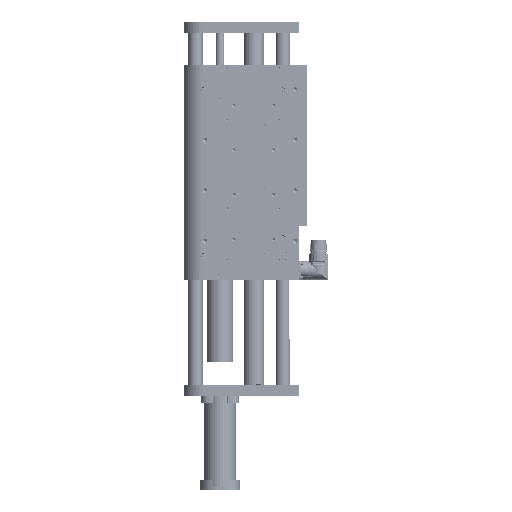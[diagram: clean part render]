
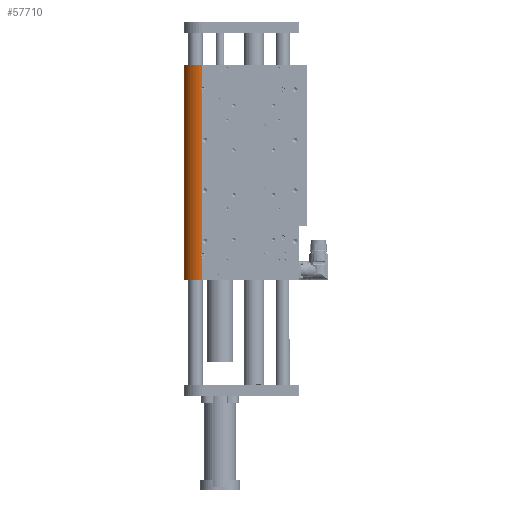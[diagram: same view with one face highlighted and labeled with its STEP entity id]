
A CAD part, left-side view. The second image highlights one B-rep face of the part: STEP entity #57710.
In plain terms, the highlighted cylindrical face has radius 25 mm (diameter 50 mm), a partial arc.
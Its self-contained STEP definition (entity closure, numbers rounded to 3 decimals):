
#1720 = CARTESIAN_POINT ( 'NONE',  ( -25., 72., 37.127 ) ) ;
#3805 = ORIENTED_EDGE ( 'NONE', *, *, #151293, .F. ) ;
#5593 = B_SPLINE_CURVE_WITH_KNOTS ( 'NONE', 3,
 ( #177983, #12425, #126607, #111955, #96482, #43483, #69068, #27043, #123930, #152334, #153242, #139536, #167891, #70863, #111025, #57167, #151430, #97399, #42555, #58064 ),
 .UNSPECIFIED., .F., .F.,
 ( 4, 2, 2, 2, 2, 2, 2, 2, 2, 4 ),
 ( 0., 0.001, 0.002, 0.003, 0.003, 0.004, 0.004, 0.005, 0.006, 0.006 ),
 .UNSPECIFIED. ) ;
#7176 = CARTESIAN_POINT ( 'NONE',  ( -24.956, 73.481, 34.239 ) ) ;
#8984 = CARTESIAN_POINT ( 'NONE',  ( -24.96, 73.415, 35.155 ) ) ;
#9730 = DIRECTION ( 'NONE',  ( 0., 0., -1. ) ) ;
#10796 = CARTESIAN_POINT ( 'NONE',  ( -24.997, 72.438, 32.166 ) ) ;
#12425 = CARTESIAN_POINT ( 'NONE',  ( -25., 72.229, 262.004 ) ) ;
#15077 = VERTEX_POINT ( 'NONE', #1720 ) ;
#21774 = CARTESIAN_POINT ( 'NONE',  ( -25., 72.23, 36.996 ) ) ;
#23565 = CARTESIAN_POINT ( 'NONE',  ( -24.957, 73.473, 34.762 ) ) ;
#27043 = CARTESIAN_POINT ( 'NONE',  ( -24.958, 73.448, 263.973 ) ) ;
#29670 = VERTEX_POINT ( 'NONE', #114524 ) ;
#30362 = AXIS2_PLACEMENT_3D ( 'NONE', #77798, #106978, #161112 ) ;
#31519 = AXIS2_PLACEMENT_3D ( 'NONE', #89817, #62355, #132785 ) ;
#36422 = CARTESIAN_POINT ( 'NONE',  ( -25., 72., 37.127 ) ) ;
#36883 = CARTESIAN_POINT ( 'NONE',  ( -25., 72., 31.873 ) ) ;
#39118 = CARTESIAN_POINT ( 'NONE',  ( -24.988, 72.807, 32.545 ) ) ;
#41997 = EDGE_LOOP ( 'NONE', ( #149033, #73108, #99342, #53704, #46133, #151782, #3805, #138959 ) ) ;
#42555 = CARTESIAN_POINT ( 'NONE',  ( -25., 72.23, 266.996 ) ) ;
#43483 = CARTESIAN_POINT ( 'NONE',  ( -24.971, 73.22, 263.218 ) ) ;
#46133 = ORIENTED_EDGE ( 'NONE', *, *, #106139, .T. ) ;
#47450 = CARTESIAN_POINT ( 'NONE',  ( 25., 72., 0. ) ) ;
#50103 = LINE ( 'NONE', #165331, #143256 ) ;
#53704 = ORIENTED_EDGE ( 'NONE', *, *, #91590, .F. ) ;
#57167 = CARTESIAN_POINT ( 'NONE',  ( -24.982, 72.964, 266.244 ) ) ;
#57710 = ADVANCED_FACE ( 'NONE', ( #74245 ), #172148, .T. ) ;
#58064 = CARTESIAN_POINT ( 'NONE',  ( -25., 72., 267.127 ) ) ;
#62355 = DIRECTION ( 'NONE',  ( 0., 0., 1. ) ) ;
#62750 = LINE ( 'NONE', #134097, #100162 ) ;
#62910 = CARTESIAN_POINT ( 'NONE',  ( -24.956, 73.481, 34.632 ) ) ;
#69068 = CARTESIAN_POINT ( 'NONE',  ( -24.965, 73.317, 263.464 ) ) ;
#70863 = CARTESIAN_POINT ( 'NONE',  ( -24.965, 73.317, 265.537 ) ) ;
#73108 = ORIENTED_EDGE ( 'NONE', *, *, #103416, .T. ) ;
#73779 = VECTOR ( 'NONE', #81079, 1000. ) ;
#74245 = FACE_OUTER_BOUND ( 'NONE', #41997, .T. ) ;
#77491 = DIRECTION ( 'NONE',  ( 0., 0., -1. ) ) ;
#77798 = CARTESIAN_POINT ( 'NONE',  ( 0., 72., 299. ) ) ;
#81079 = DIRECTION ( 'NONE',  ( 0., 0., -1. ) ) ;
#83558 = VERTEX_POINT ( 'NONE', #153471 ) ;
#85927 = AXIS2_PLACEMENT_3D ( 'NONE', #159700, #176088, #134911 ) ;
#89817 = CARTESIAN_POINT ( 'NONE',  ( 0., 72., 299. ) ) ;
#91265 = CARTESIAN_POINT ( 'NONE',  ( -24.965, 73.317, 33.464 ) ) ;
#91590 = EDGE_CURVE ( 'NONE', #29670, #83558, #168727, .T. ) ;
#93956 = CARTESIAN_POINT ( 'NONE',  ( -24.982, 72.964, 36.244 ) ) ;
#96482 = CARTESIAN_POINT ( 'NONE',  ( -24.982, 72.963, 262.756 ) ) ;
#97399 = CARTESIAN_POINT ( 'NONE',  ( -24.997, 72.441, 266.831 ) ) ;
#99342 = ORIENTED_EDGE ( 'NONE', *, *, #148615, .F. ) ;
#100162 = VECTOR ( 'NONE', #9730, 1000. ) ;
#101415 = VECTOR ( 'NONE', #118981, 1000. ) ;
#103416 = EDGE_CURVE ( 'NONE', #130880, #144907, #5593, .T. ) ;
#105782 = CARTESIAN_POINT ( 'NONE',  ( -24.971, 73.22, 33.218 ) ) ;
#106139 = EDGE_CURVE ( 'NONE', #29670, #126741, #62750, .T. ) ;
#106978 = DIRECTION ( 'NONE',  ( 0., 0., -1. ) ) ;
#108102 = B_SPLINE_CURVE_WITH_KNOTS ( 'NONE', 3,
 ( #119552, #132448, #10796, #39118, #160820, #105782, #91265, #133355, #7176, #62910, #23565, #136072, #8984, #147084, #150703, #93956, #175429, #177246, #21774, #36422 ),
 .UNSPECIFIED., .F., .F.,
 ( 4, 2, 2, 2, 2, 2, 2, 2, 2, 4 ),
 ( 0., 0.001, 0.002, 0.003, 0.003, 0.004, 0.004, 0.005, 0.006, 0.006 ),
 .UNSPECIFIED. ) ;
#110490 = VERTEX_POINT ( 'NONE', #125229 ) ;
#111025 = CARTESIAN_POINT ( 'NONE',  ( -24.97, 73.221, 265.78 ) ) ;
#111490 = EDGE_CURVE ( 'NONE', #126741, #110490, #123889, .T. ) ;
#111955 = CARTESIAN_POINT ( 'NONE',  ( -24.988, 72.807, 262.545 ) ) ;
#114524 = CARTESIAN_POINT ( 'NONE',  ( 25., 72., 299. ) ) ;
#115067 = VERTEX_POINT ( 'NONE', #36883 ) ;
#118981 = DIRECTION ( 'NONE',  ( 0., 0., -1. ) ) ;
#119552 = CARTESIAN_POINT ( 'NONE',  ( -25., 72., 31.873 ) ) ;
#119745 = EDGE_CURVE ( 'NONE', #115067, #15077, #108102, .T. ) ;
#123163 = CARTESIAN_POINT ( 'NONE',  ( -25., 72., 299. ) ) ;
#123889 = CIRCLE ( 'NONE', #85927, 25. ) ;
#123930 = CARTESIAN_POINT ( 'NONE',  ( -24.956, 73.481, 264.239 ) ) ;
#124410 = EDGE_CURVE ( 'NONE', #130880, #15077, #163511, .T. ) ;
#125229 = CARTESIAN_POINT ( 'NONE',  ( -25., 72., 0. ) ) ;
#126607 = CARTESIAN_POINT ( 'NONE',  ( -24.997, 72.438, 262.166 ) ) ;
#126741 = VERTEX_POINT ( 'NONE', #47450 ) ;
#130880 = VERTEX_POINT ( 'NONE', #168994 ) ;
#132448 = CARTESIAN_POINT ( 'NONE',  ( -25., 72.229, 32.004 ) ) ;
#132785 = DIRECTION ( 'NONE',  ( 1., 0., 0. ) ) ;
#133355 = CARTESIAN_POINT ( 'NONE',  ( -24.958, 73.448, 33.973 ) ) ;
#134097 = CARTESIAN_POINT ( 'NONE',  ( 25., 72., 299. ) ) ;
#134911 = DIRECTION ( 'NONE',  ( 1., 0., 0. ) ) ;
#135476 = CARTESIAN_POINT ( 'NONE',  ( -25., 72., 299. ) ) ;
#136072 = CARTESIAN_POINT ( 'NONE',  ( -24.958, 73.44, 35.024 ) ) ;
#138959 = ORIENTED_EDGE ( 'NONE', *, *, #119745, .T. ) ;
#139536 = CARTESIAN_POINT ( 'NONE',  ( -24.958, 73.44, 265.024 ) ) ;
#143256 = VECTOR ( 'NONE', #77491, 1000. ) ;
#144907 = VERTEX_POINT ( 'NONE', #176373 ) ;
#147084 = CARTESIAN_POINT ( 'NONE',  ( -24.965, 73.317, 35.537 ) ) ;
#148615 = EDGE_CURVE ( 'NONE', #83558, #144907, #149205, .T. ) ;
#149033 = ORIENTED_EDGE ( 'NONE', *, *, #124410, .F. ) ;
#149205 = LINE ( 'NONE', #135476, #101415 ) ;
#150703 = CARTESIAN_POINT ( 'NONE',  ( -24.97, 73.221, 35.78 ) ) ;
#151293 = EDGE_CURVE ( 'NONE', #115067, #110490, #50103, .T. ) ;
#151430 = CARTESIAN_POINT ( 'NONE',  ( -24.988, 72.807, 266.455 ) ) ;
#151782 = ORIENTED_EDGE ( 'NONE', *, *, #111490, .T. ) ;
#152334 = CARTESIAN_POINT ( 'NONE',  ( -24.956, 73.481, 264.632 ) ) ;
#153242 = CARTESIAN_POINT ( 'NONE',  ( -24.957, 73.473, 264.762 ) ) ;
#153471 = CARTESIAN_POINT ( 'NONE',  ( -25., 72., 299. ) ) ;
#159700 = CARTESIAN_POINT ( 'NONE',  ( 0., 72., 0. ) ) ;
#160820 = CARTESIAN_POINT ( 'NONE',  ( -24.982, 72.963, 32.756 ) ) ;
#161112 = DIRECTION ( 'NONE',  ( -1., 0., 0. ) ) ;
#163511 = LINE ( 'NONE', #123163, #73779 ) ;
#165331 = CARTESIAN_POINT ( 'NONE',  ( -25., 72., 299. ) ) ;
#167891 = CARTESIAN_POINT ( 'NONE',  ( -24.96, 73.415, 265.155 ) ) ;
#168727 = CIRCLE ( 'NONE', #31519, 25. ) ;
#168994 = CARTESIAN_POINT ( 'NONE',  ( -25., 72., 261.873 ) ) ;
#172148 = CYLINDRICAL_SURFACE ( 'NONE', #30362, 25. ) ;
#175429 = CARTESIAN_POINT ( 'NONE',  ( -24.988, 72.807, 36.455 ) ) ;
#176088 = DIRECTION ( 'NONE',  ( 0., 0., 1. ) ) ;
#176373 = CARTESIAN_POINT ( 'NONE',  ( -25., 72., 267.127 ) ) ;
#177246 = CARTESIAN_POINT ( 'NONE',  ( -24.997, 72.441, 36.831 ) ) ;
#177983 = CARTESIAN_POINT ( 'NONE',  ( -25., 72., 261.873 ) ) ;
